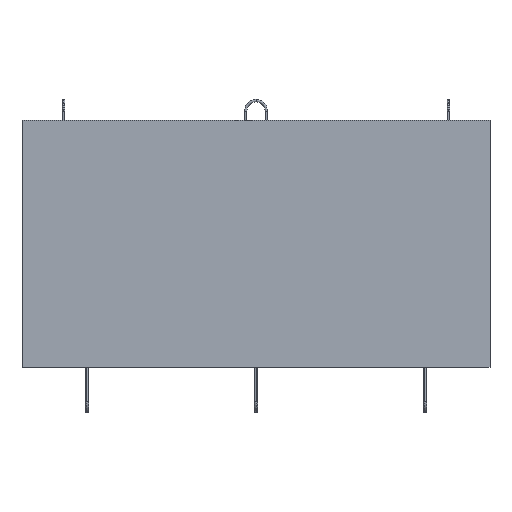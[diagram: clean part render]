
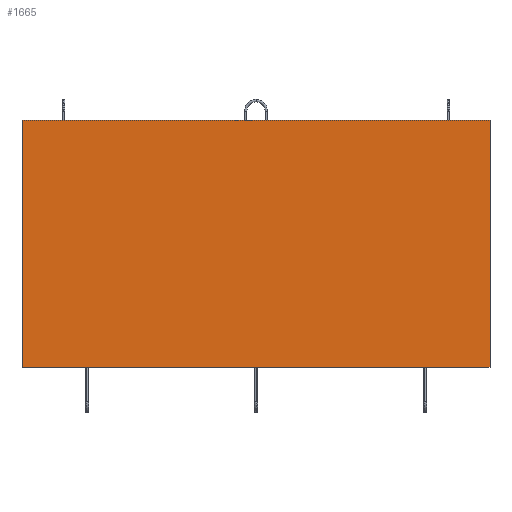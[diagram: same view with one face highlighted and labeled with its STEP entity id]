
A CAD part, front view. The second image highlights one B-rep face of the part: STEP entity #1665.
In plain terms, the highlighted planar face has unit normal (0, -1, 0).
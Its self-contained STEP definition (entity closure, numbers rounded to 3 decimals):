
#13 = CARTESIAN_POINT ( 'NONE',  ( 900., 0., -950. ) ) ;
#56 = ORIENTED_EDGE ( 'NONE', *, *, #2476, .F. ) ;
#106 = AXIS2_PLACEMENT_3D ( 'NONE', #13, #1947, #822 ) ;
#214 = LINE ( 'NONE', #1528, #2128 ) ;
#223 = EDGE_CURVE ( 'NONE', #2298, #967, #1377, .T. ) ;
#239 = CARTESIAN_POINT ( 'NONE',  ( 900., 0., 0. ) ) ;
#283 = DIRECTION ( 'NONE',  ( 0., 0., -1. ) ) ;
#326 = CARTESIAN_POINT ( 'NONE',  ( -900., 0., -950. ) ) ;
#368 = DIRECTION ( 'NONE',  ( -1., 0., 0. ) ) ;
#433 = LINE ( 'NONE', #1569, #2448 ) ;
#442 = ORIENTED_EDGE ( 'NONE', *, *, #1612, .T. ) ;
#595 = EDGE_LOOP ( 'NONE', ( #610, #2244, #56, #442 ) ) ;
#610 = ORIENTED_EDGE ( 'NONE', *, *, #223, .T. ) ;
#689 = DIRECTION ( 'NONE',  ( 0., 0., -1. ) ) ;
#822 = DIRECTION ( 'NONE',  ( 0., 0., 1. ) ) ;
#908 = CARTESIAN_POINT ( 'NONE',  ( -900., 0., -950. ) ) ;
#967 = VERTEX_POINT ( 'NONE', #326 ) ;
#1196 = LINE ( 'NONE', #2070, #2279 ) ;
#1200 = PLANE ( 'NONE',  #106 ) ;
#1377 = LINE ( 'NONE', #908, #2387 ) ;
#1412 = VERTEX_POINT ( 'NONE', #2147 ) ;
#1441 = EDGE_CURVE ( 'NONE', #1412, #967, #433, .T. ) ;
#1528 = CARTESIAN_POINT ( 'NONE',  ( 900., 0., 0. ) ) ;
#1545 = FACE_OUTER_BOUND ( 'NONE', #595, .T. ) ;
#1569 = CARTESIAN_POINT ( 'NONE',  ( 900., 0., -950. ) ) ;
#1612 = EDGE_CURVE ( 'NONE', #1709, #2298, #214, .T. ) ;
#1665 = ADVANCED_FACE ( 'NONE', ( #1545 ), #1200, .F. ) ;
#1709 = VERTEX_POINT ( 'NONE', #239 ) ;
#1752 = DIRECTION ( 'NONE',  ( -1., 0., 0. ) ) ;
#1947 = DIRECTION ( 'NONE',  ( 0., 1., 0. ) ) ;
#1969 = CARTESIAN_POINT ( 'NONE',  ( -900., 0., 0. ) ) ;
#2070 = CARTESIAN_POINT ( 'NONE',  ( 900., 0., -950. ) ) ;
#2128 = VECTOR ( 'NONE', #368, 1000. ) ;
#2147 = CARTESIAN_POINT ( 'NONE',  ( 900., 0., -950. ) ) ;
#2244 = ORIENTED_EDGE ( 'NONE', *, *, #1441, .F. ) ;
#2279 = VECTOR ( 'NONE', #283, 1000. ) ;
#2298 = VERTEX_POINT ( 'NONE', #1969 ) ;
#2387 = VECTOR ( 'NONE', #689, 1000. ) ;
#2448 = VECTOR ( 'NONE', #1752, 1000. ) ;
#2476 = EDGE_CURVE ( 'NONE', #1709, #1412, #1196, .T. ) ;
